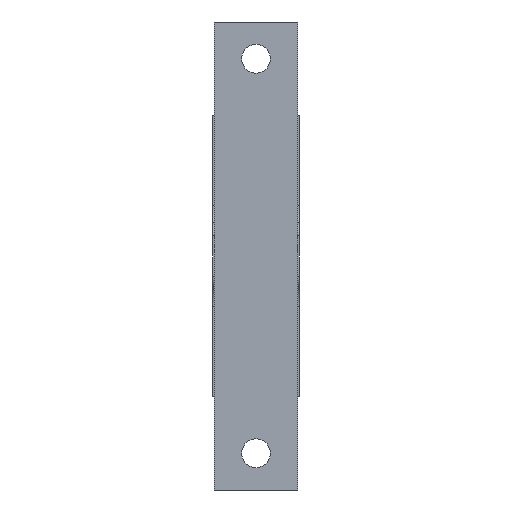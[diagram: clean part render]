
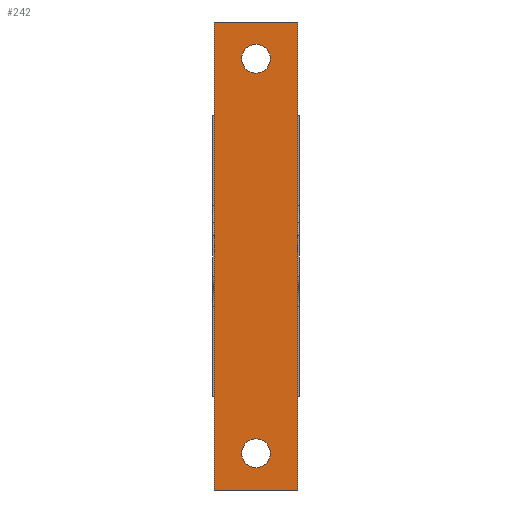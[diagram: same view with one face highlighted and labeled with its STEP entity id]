
A CAD part, left-side view. The second image highlights one B-rep face of the part: STEP entity #242.
In plain terms, the highlighted planar face has unit normal (-1, 0, 0).
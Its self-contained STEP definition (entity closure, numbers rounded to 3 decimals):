
#242=ADVANCED_FACE('',(#661,#662,#663),#660,.F.);
#660=PLANE('',#1263);
#661=FACE_OUTER_BOUND('',#1264,.T.);
#662=FACE_BOUND('',#1265,.T.);
#663=FACE_BOUND('',#1266,.T.);
#1260=CARTESIAN_POINT('',(0.,-7.5,42.));
#1261=DIRECTION('',(1.,0.,0.));
#1262=DIRECTION('',(0.,0.,-1.));
#1263=AXIS2_PLACEMENT_3D('',#1260,#1261,#1262);
#1264=EDGE_LOOP('',(#1644,#1645,#1646,#1647));
#1265=EDGE_LOOP('',(#1648,#1649));
#1266=EDGE_LOOP('',(#1650,#1651));
#1644=ORIENTED_EDGE('',*,*,#1906,.T.);
#1645=ORIENTED_EDGE('',*,*,#1907,.F.);
#1646=ORIENTED_EDGE('',*,*,#1908,.F.);
#1647=ORIENTED_EDGE('',*,*,#1909,.T.);
#1648=ORIENTED_EDGE('',*,*,#1910,.F.);
#1649=ORIENTED_EDGE('',*,*,#1911,.F.);
#1650=ORIENTED_EDGE('',*,*,#1912,.T.);
#1651=ORIENTED_EDGE('',*,*,#1913,.T.);
#1906=EDGE_CURVE('',#2614,#2615,#2616,.T.);
#1907=EDGE_CURVE('',#2622,#2615,#2623,.T.);
#1908=EDGE_CURVE('',#2629,#2622,#2630,.T.);
#1909=EDGE_CURVE('',#2629,#2614,#2636,.T.);
#1910=EDGE_CURVE('',#2642,#2643,#2644,.T.);
#1911=EDGE_CURVE('',#2643,#2642,#2650,.T.);
#1912=EDGE_CURVE('',#2656,#2657,#2658,.T.);
#1913=EDGE_CURVE('',#2657,#2656,#2664,.T.);
#2614=VERTEX_POINT('',#3519);
#2615=VERTEX_POINT('',#3520);
#2616=LINE('',#3521,#3522);
#2622=VERTEX_POINT('',#3524);
#2623=LINE('',#3525,#3526);
#2629=VERTEX_POINT('',#3528);
#2630=LINE('',#3529,#3530);
#2636=LINE('',#3532,#3533);
#2642=VERTEX_POINT('',#3535);
#2643=VERTEX_POINT('',#3536);
#2644=CIRCLE('',#3540,2.15);
#2650=CIRCLE('',#3544,2.15);
#2656=VERTEX_POINT('',#3545);
#2657=VERTEX_POINT('',#3546);
#2658=CIRCLE('',#3550,2.15);
#2664=CIRCLE('',#3554,2.15);
#3519=CARTESIAN_POINT('',(0.,6.25,35.));
#3520=CARTESIAN_POINT('',(0.,6.25,-35.));
#3521=CARTESIAN_POINT('',(0.,6.25,35.));
#3522=VECTOR('',#3523,70.);
#3523=DIRECTION('',(0.,0.,-1.));
#3524=CARTESIAN_POINT('',(0.,-6.25,-35.));
#3525=CARTESIAN_POINT('',(0.,-6.25,-35.));
#3526=VECTOR('',#3527,12.5);
#3527=DIRECTION('',(0.,1.,0.));
#3528=CARTESIAN_POINT('',(0.,-6.25,35.));
#3529=CARTESIAN_POINT('',(0.,-6.25,35.));
#3530=VECTOR('',#3531,70.);
#3531=DIRECTION('',(0.,0.,-1.));
#3532=CARTESIAN_POINT('',(0.,-6.25,35.));
#3533=VECTOR('',#3534,12.5);
#3534=DIRECTION('',(0.,1.,0.));
#3535=CARTESIAN_POINT('',(0.,0.,27.35));
#3536=CARTESIAN_POINT('',(0.,0.,31.65));
#3537=CARTESIAN_POINT('',(0.,0.,29.5));
#3538=DIRECTION('',(-1.,0.,0.));
#3539=DIRECTION('',(0.,0.,1.));
#3540=AXIS2_PLACEMENT_3D('',#3537,#3538,#3539);
#3541=CARTESIAN_POINT('',(0.,0.,29.5));
#3542=DIRECTION('',(-1.,0.,0.));
#3543=DIRECTION('',(0.,0.,1.));
#3544=AXIS2_PLACEMENT_3D('',#3541,#3542,#3543);
#3545=CARTESIAN_POINT('',(0.,0.,-31.65));
#3546=CARTESIAN_POINT('',(0.,0.,-27.35));
#3547=CARTESIAN_POINT('',(0.,0.,-29.5));
#3548=DIRECTION('',(1.,0.,0.));
#3549=DIRECTION('',(0.,0.,-1.));
#3550=AXIS2_PLACEMENT_3D('',#3547,#3548,#3549);
#3551=CARTESIAN_POINT('',(0.,0.,-29.5));
#3552=DIRECTION('',(1.,0.,0.));
#3553=DIRECTION('',(0.,0.,-1.));
#3554=AXIS2_PLACEMENT_3D('',#3551,#3552,#3553);
